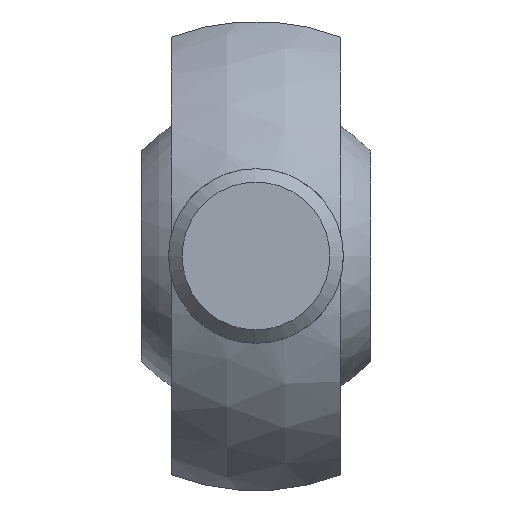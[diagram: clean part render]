
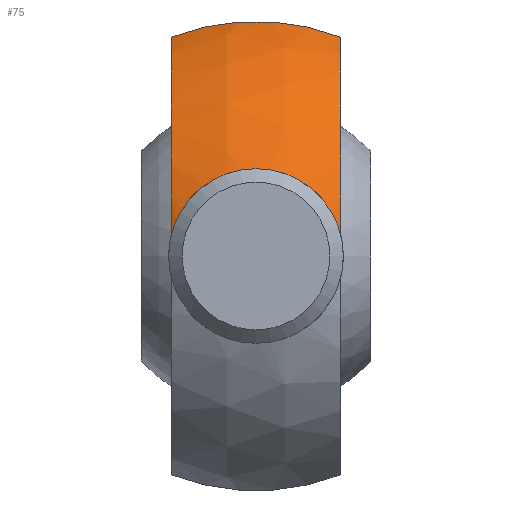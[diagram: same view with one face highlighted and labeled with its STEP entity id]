
A CAD part, front view. The second image highlights one B-rep face of the part: STEP entity #75.
In plain terms, the highlighted spherical face has radius 23 mm.
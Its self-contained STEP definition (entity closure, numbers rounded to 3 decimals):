
#75 = ADVANCED_FACE( '', ( #97 ), #98, .T. );
#97 = FACE_OUTER_BOUND( '', #152, .T. );
#98 = SPHERICAL_SURFACE( '', #153, 23. );
#152 = EDGE_LOOP( '', ( #207, #208, #209, #210 ) );
#153 = AXIS2_PLACEMENT_3D( '', #211, #212, #213 );
#207 = ORIENTED_EDGE( '', *, *, #342, .T. );
#208 = ORIENTED_EDGE( '', *, *, #343, .T. );
#209 = ORIENTED_EDGE( '', *, *, #344, .F. );
#210 = ORIENTED_EDGE( '', *, *, #345, .F. );
#211 = CARTESIAN_POINT( '', ( 10.5, 0., 0. ) );
#212 = DIRECTION( '', ( 1., 0., 0. ) );
#213 = DIRECTION( '', ( 0., 1., 0. ) );
#342 = EDGE_CURVE( '', #378, #379, #380, .T. );
#343 = EDGE_CURVE( '', #379, #381, #382, .T. );
#344 = EDGE_CURVE( '', #383, #381, #384, .T. );
#345 = EDGE_CURVE( '', #378, #383, #385, .T. );
#378 = VERTEX_POINT( '', #442 );
#379 = VERTEX_POINT( '', #443 );
#380 = CIRCLE( '', #444, 21.655 );
#381 = VERTEX_POINT( '', #445 );
#382 = CIRCLE( '', #446, 8. );
#383 = VERTEX_POINT( '', #447 );
#384 = CIRCLE( '', #448, 21.655 );
#385 = CIRCLE( '', #449, 21.5 );
#442 = CARTESIAN_POINT( '', ( 2.75, -8.17, 20.055 ) );
#443 = CARTESIAN_POINT( '', ( 2.75, -21.564, 1.984 ) );
#444 = AXIS2_PLACEMENT_3D( '', #516, #517, #518 );
#445 = CARTESIAN_POINT( '', ( 18.25, -21.564, 1.984 ) );
#446 = AXIS2_PLACEMENT_3D( '', #519, #520, #521 );
#447 = CARTESIAN_POINT( '', ( 18.25, -8.17, 20.055 ) );
#448 = AXIS2_PLACEMENT_3D( '', #522, #523, #524 );
#449 = AXIS2_PLACEMENT_3D( '', #525, #526, #527 );
#516 = CARTESIAN_POINT( '', ( 2.75, 0., 0. ) );
#517 = DIRECTION( '', ( 1., 0., 0. ) );
#518 = DIRECTION( '', ( 0., 0., -1. ) );
#519 = CARTESIAN_POINT( '', ( 10.5, -21.564, 0. ) );
#520 = DIRECTION( '', ( 0., 1., 0. ) );
#521 = DIRECTION( '', ( 0., 0., 1. ) );
#522 = CARTESIAN_POINT( '', ( 18.25, 0., 0. ) );
#523 = DIRECTION( '', ( 1., 0., 0. ) );
#524 = DIRECTION( '', ( 0., 0., -1. ) );
#525 = CARTESIAN_POINT( '', ( 10.5, -8.17, 0. ) );
#526 = DIRECTION( '', ( 0., 1., 0. ) );
#527 = DIRECTION( '', ( 0., 0., 1. ) );
